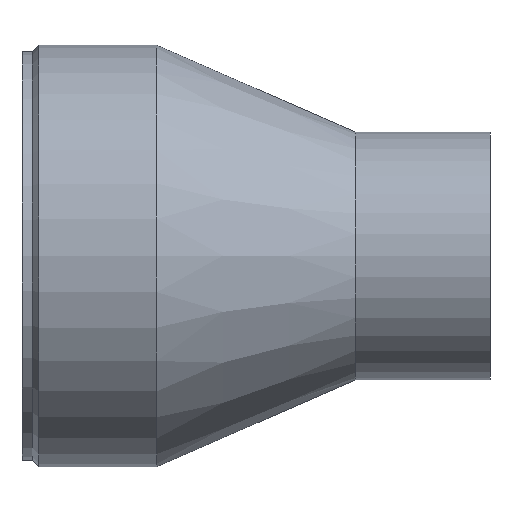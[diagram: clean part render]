
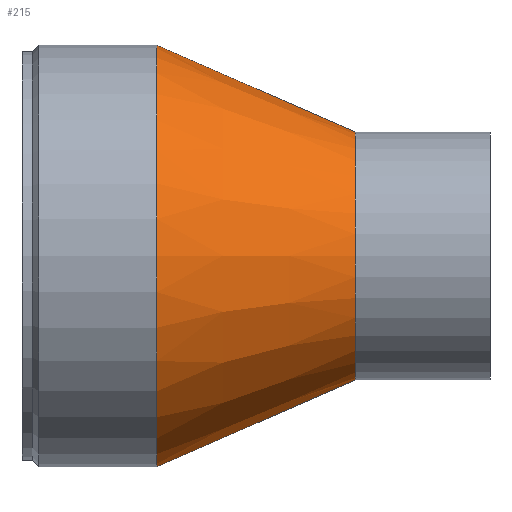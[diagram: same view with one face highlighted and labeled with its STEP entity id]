
A CAD part, top view. The second image highlights one B-rep face of the part: STEP entity #215.
In plain terms, the highlighted conical face has half-angle 23.668 degrees and reference radius 19.85 mm.
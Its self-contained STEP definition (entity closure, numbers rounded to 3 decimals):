
#117 = EDGE_CURVE( '', #153, #163, #319, .T. );
#141 = EDGE_CURVE( '', #153, #287, #344, .T. );
#153 = VERTEX_POINT( '', #357 );
#163 = VERTEX_POINT( '', #369 );
#185 = EDGE_CURVE( '', #287, #231, #394, .T. );
#215 = ADVANCED_FACE( '', ( #429 ), #430, .T. );
#221 = EDGE_CURVE( '', #231, #163, #436, .T. );
#231 = VERTEX_POINT( '', #448 );
#287 = VERTEX_POINT( '', #512 );
#319 = CIRCLE( '', #538, 25. );
#344 = LINE( '', #575, #576 );
#357 = CARTESIAN_POINT( '', ( -23.5, -25., 0. ) );
#369 = CARTESIAN_POINT( '', ( -23.5, 25., 0. ) );
#394 = CIRCLE( '', #640, 14.7 );
#429 = FACE_OUTER_BOUND( '', #687, .T. );
#430 = CONICAL_SURFACE( '', #688, 19.85, 0.413 );
#436 = LINE( '', #697, #698 );
#448 = CARTESIAN_POINT( '', ( 0., 14.7, 0. ) );
#512 = CARTESIAN_POINT( '', ( 0., -14.7, 0. ) );
#538 = AXIS2_PLACEMENT_3D( '', #810, #811, #812 );
#575 = CARTESIAN_POINT( '', ( -11.75, -19.85, 0. ) );
#576 = VECTOR( '', #834, 1. );
#640 = AXIS2_PLACEMENT_3D( '', #886, #887, #888 );
#687 = EDGE_LOOP( '', ( #938, #939, #940, #941 ) );
#688 = AXIS2_PLACEMENT_3D( '', #942, #943, #944 );
#697 = CARTESIAN_POINT( '', ( -11.75, 19.85, 0. ) );
#698 = VECTOR( '', #951, 1. );
#810 = CARTESIAN_POINT( '', ( -23.5, 0., 0. ) );
#811 = DIRECTION( '', ( -1., 0., 0. ) );
#812 = DIRECTION( '', ( 0., 1., 0. ) );
#834 = DIRECTION( '', ( 0.916, 0.401, 0. ) );
#886 = CARTESIAN_POINT( '', ( 0., 0., 0. ) );
#887 = DIRECTION( '', ( -1., 0., 0. ) );
#888 = DIRECTION( '', ( 0., 1., 0. ) );
#938 = ORIENTED_EDGE( '', *, *, #221, .T. );
#939 = ORIENTED_EDGE( '', *, *, #117, .F. );
#940 = ORIENTED_EDGE( '', *, *, #141, .T. );
#941 = ORIENTED_EDGE( '', *, *, #185, .T. );
#942 = CARTESIAN_POINT( '', ( -11.75, 0., 0. ) );
#943 = DIRECTION( '', ( -1., 0., 0. ) );
#944 = DIRECTION( '', ( 0., 1., 0. ) );
#951 = DIRECTION( '', ( -0.916, 0.401, 0. ) );
